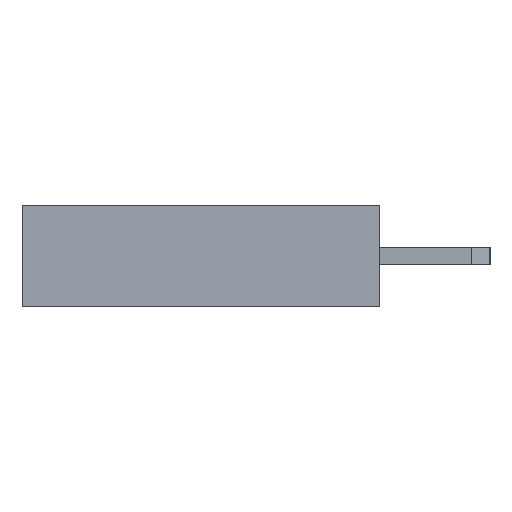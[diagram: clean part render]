
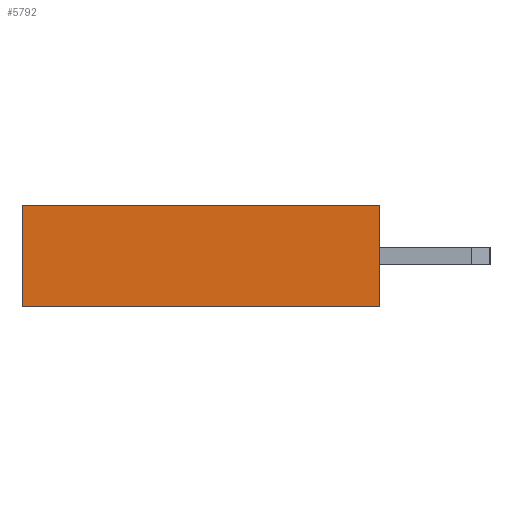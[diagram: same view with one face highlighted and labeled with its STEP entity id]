
A CAD part, left-side view. The second image highlights one B-rep face of the part: STEP entity #5792.
In plain terms, the highlighted planar face has unit normal (-1, 0, 0).
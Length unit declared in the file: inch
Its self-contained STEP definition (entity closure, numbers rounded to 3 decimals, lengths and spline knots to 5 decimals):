
#575=ORIENTED_EDGE('',*,*,#2064,.T.);
#576=ORIENTED_EDGE('',*,*,#1759,.F.);
#577=ORIENTED_EDGE('',*,*,#2103,.F.);
#578=ORIENTED_EDGE('',*,*,#1751,.T.);
#1751=EDGE_CURVE('',#2574,#2573,#3121,.T.);
#1759=EDGE_CURVE('',#2581,#2582,#3129,.T.);
#2064=EDGE_CURVE('',#2573,#2582,#3434,.T.);
#2103=EDGE_CURVE('',#2574,#2581,#3473,.T.);
#2573=VERTEX_POINT('',#7892);
#2574=VERTEX_POINT('',#7894);
#2581=VERTEX_POINT('',#7909);
#2582=VERTEX_POINT('',#7911);
#3121=LINE('',#7893,#3943);
#3129=LINE('',#7910,#3951);
#3434=LINE('',#8519,#4256);
#3473=LINE('',#8578,#4295);
#3943=VECTOR('',#6396,39.37008);
#3951=VECTOR('',#6406,39.37008);
#4256=VECTOR('',#6865,39.37008);
#4295=VECTOR('',#6944,39.37008);
#4787=EDGE_LOOP('',(#575,#576,#577,#578));
#5141=FACE_BOUND('',#4787,.T.);
#5495=PLANE('',#6115);
#5792=ADVANCED_FACE('',(#5141),#5495,.F.);
#6115=AXIS2_PLACEMENT_3D('',#8577,#6942,#6943);
#6396=DIRECTION('',(0.,-1.,0.));
#6406=DIRECTION('',(0.,-1.,0.));
#6865=DIRECTION('',(0.,0.,1.));
#6942=DIRECTION('',(1.,0.,0.));
#6943=DIRECTION('',(0.,0.,-1.));
#6944=DIRECTION('',(0.,0.,1.));
#7892=CARTESIAN_POINT('',(-0.96,0.,-0.0475));
#7893=CARTESIAN_POINT('',(-0.96,0.335,-0.0475));
#7894=CARTESIAN_POINT('',(-0.96,0.335,-0.0475));
#7909=CARTESIAN_POINT('',(-0.96,0.335,0.0475));
#7910=CARTESIAN_POINT('',(-0.96,0.335,0.0475));
#7911=CARTESIAN_POINT('',(-0.96,0.,0.0475));
#8519=CARTESIAN_POINT('',(-0.96,0.,-0.0475));
#8577=CARTESIAN_POINT('',(-0.96,0.335,-0.0475));
#8578=CARTESIAN_POINT('',(-0.96,0.335,-0.0475));
